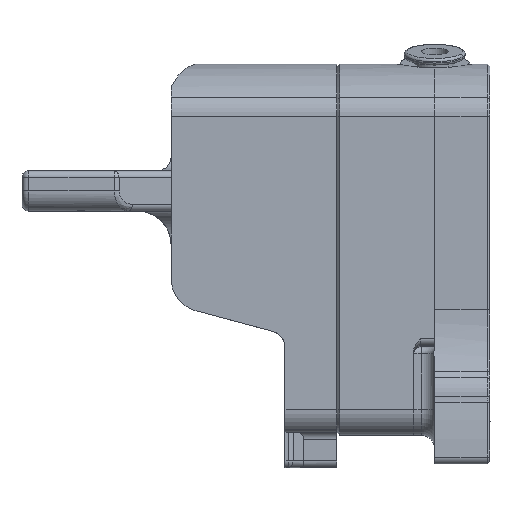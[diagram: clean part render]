
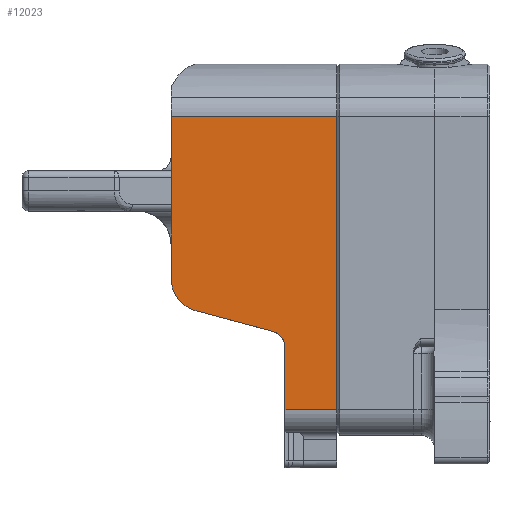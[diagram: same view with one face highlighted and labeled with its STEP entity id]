
A CAD part, front view. The second image highlights one B-rep face of the part: STEP entity #12023.
In plain terms, the highlighted face is planar.
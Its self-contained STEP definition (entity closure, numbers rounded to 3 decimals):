
#797=CIRCLE('',#12755,2.5);
#824=CIRCLE('',#12799,5.);
#1706=FACE_OUTER_BOUND('',#2453,.T.);
#2453=EDGE_LOOP('',(#8654,#8655,#8656,#8657,#8658,#8659,#8660,#8661));
#3142=LINE('',#18129,#4064);
#3180=LINE('',#18319,#4102);
#3190=LINE('',#18378,#4112);
#3228=LINE('',#18607,#4150);
#3291=LINE('',#19142,#4213);
#3302=LINE('',#19182,#4224);
#4064=VECTOR('',#14229,10.);
#4102=VECTOR('',#14389,10.);
#4112=VECTOR('',#14429,10.);
#4150=VECTOR('',#14539,10.);
#4213=VECTOR('',#14848,10.);
#4224=VECTOR('',#14895,10.);
#4984=VERTEX_POINT('',#18127);
#4985=VERTEX_POINT('',#18128);
#5055=VERTEX_POINT('',#18316);
#5056=VERTEX_POINT('',#18318);
#5059=VERTEX_POINT('',#18340);
#5060=VERTEX_POINT('',#18342);
#5076=VERTEX_POINT('',#18376);
#5114=VERTEX_POINT('',#18591);
#6134=EDGE_CURVE('',#4984,#4985,#3142,.T.);
#6221=EDGE_CURVE('',#5055,#5056,#3180,.F.);
#6226=EDGE_CURVE('',#5059,#5060,#797,.T.);
#6244=EDGE_CURVE('',#5076,#5059,#3190,.T.);
#6299=EDGE_CURVE('',#5114,#5055,#824,.T.);
#6308=EDGE_CURVE('',#5114,#5060,#3228,.T.);
#6437=EDGE_CURVE('',#4985,#5076,#3291,.T.);
#6453=EDGE_CURVE('',#4984,#5056,#3302,.T.);
#8654=ORIENTED_EDGE('',*,*,#6308,.T.);
#8655=ORIENTED_EDGE('',*,*,#6226,.F.);
#8656=ORIENTED_EDGE('',*,*,#6244,.F.);
#8657=ORIENTED_EDGE('',*,*,#6437,.F.);
#8658=ORIENTED_EDGE('',*,*,#6134,.F.);
#8659=ORIENTED_EDGE('',*,*,#6453,.T.);
#8660=ORIENTED_EDGE('',*,*,#6221,.F.);
#8661=ORIENTED_EDGE('',*,*,#6299,.F.);
#11707=PLANE('',#12944);
#12023=ADVANCED_FACE('',(#1706),#11707,.F.);
#12755=AXIS2_PLACEMENT_3D('',#18343,#14398,#14399);
#12799=AXIS2_PLACEMENT_3D('',#18592,#14524,#14525);
#12944=AXIS2_PLACEMENT_3D('',#19183,#14896,#14897);
#14229=DIRECTION('',(0.,0.,1.));
#14389=DIRECTION('',(0.,0.,1.));
#14398=DIRECTION('center_axis',(0.,1.,0.));
#14399=DIRECTION('ref_axis',(0.793,0.,-0.609));
#14429=DIRECTION('',(0.,0.,-1.));
#14524=DIRECTION('center_axis',(0.,-1.,0.));
#14525=DIRECTION('ref_axis',(-0.793,0.,0.609));
#14539=DIRECTION('',(0.966,0.,0.259));
#14848=DIRECTION('',(-1.,0.,0.));
#14895=DIRECTION('',(-1.,0.,0.));
#14896=DIRECTION('center_axis',(0.,-1.,0.));
#14897=DIRECTION('ref_axis',(0.,0.,
-1.));
#18127=CARTESIAN_POINT('',(-59.5,22.1,-111.095));
#18128=CARTESIAN_POINT('',(-59.5,22.1,-67.603));
#18129=CARTESIAN_POINT('',(-59.5,22.1,-75.625));
#18316=CARTESIAN_POINT('',(-84.1,22.1,-87.087));
#18318=CARTESIAN_POINT('',(-84.1,22.1,-111.095));
#18319=CARTESIAN_POINT('',(-84.1,22.1,-92.597));
#18340=CARTESIAN_POINT('',(-67.2,22.1,-76.804));
#18342=CARTESIAN_POINT('',(-69.053,22.1,-79.219));
#18343=CARTESIAN_POINT('Origin',(-69.7,22.1,-76.804));
#18376=CARTESIAN_POINT('',(-67.2,22.1,-67.603));
#18378=CARTESIAN_POINT('',(-67.2,22.1,-92.597));
#18591=CARTESIAN_POINT('',(-80.394,22.1,-82.258));
#18592=CARTESIAN_POINT('Origin',(-79.1,22.1,-87.087));
#18607=CARTESIAN_POINT('',(-64.68,22.1,-78.047));
#19142=CARTESIAN_POINT('',(-60.376,22.1,-67.603));
#19182=CARTESIAN_POINT('',(-67.2,22.1,-111.095));
#19183=CARTESIAN_POINT('Origin',(-58.4,22.1,-108.352));
